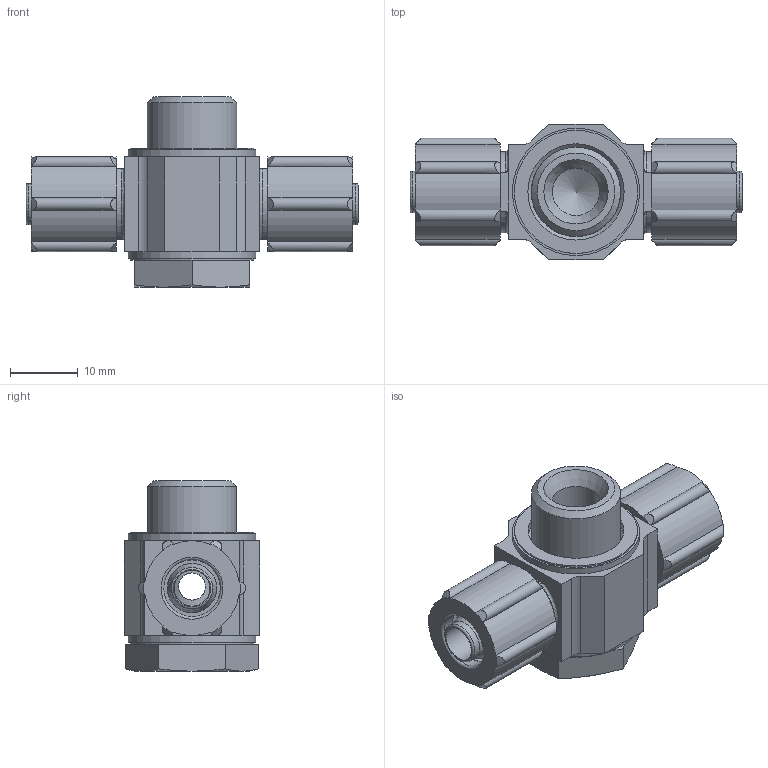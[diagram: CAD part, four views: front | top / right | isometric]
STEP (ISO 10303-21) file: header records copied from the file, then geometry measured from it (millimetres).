
FILE_DESCRIPTION(/* description */ ('STEP AP214'),/* implementation_level */ '2;1');
FILE_NAME(/* name */ '6266_TCK-1_4-PK-6-KU',/* time_stamp */ '2024-09-10T08:37:25+02:00',/* author */ ('License CC BY-ND 4.0'),/* organization */ ('CADENAS'),/* preprocessor_version */ 'ST-DEVELOPER v19.3',/* originating_system */ 'PARTsolutions',/* authorisation */ ' ');
FILE_SCHEMA (('AUTOMOTIVE_DESIGN {1 0 10303 214 3 1 1}'));
Length unit declared in the file: millimetre
Products named in the file (5): 6266 TCK-1/4-PK-6-KU; 6266 TCK-1/4-PK-6-KU_D; 325235 TCK-1/4-PK-6-KU; 2973 HL-1/4; 211292 MCK-PK-6-KU
Assembly tree (5 placements, depth 2):
  6266 TCK-1/4-PK-6-KU
    6266 TCK-1/4-PK-6-KU_D
    325235 TCK-1/4-PK-6-KU
    2973 HL-1/4
    211292 MCK-PK-6-KU  x2
Bounding box: 49 x 20 x 28.1 mm (x, y, z)
Volume: 9367.3 mm3; surface area: 8147.3 mm2
Topology: 4 solids, 4 shells, 163 faces, 404 edges, 260 vertices
Faces by surface type: cylinder 61, plane 47, cone 45, torus 10
Full cylindrical faces by diameter (mm): 4 x2, 5.3 x2, 6.1 x2, 6.8 x2, 7 x1, 8.35 x2, 10.917 x2, 11.3 x1, 12 x2, 13.1 x1, 13.157 x1, 13.2 x1, 14.2 x2, 18.2 x2, 18.8 x2
Entity records: 3940 total; most frequent: CARTESIAN_POINT 882, DIRECTION 632, ORIENTED_EDGE 548, EDGE_CURVE 274, AXIS2_PLACEMENT_3D 268, VERTEX_POINT 199, FACE_BOUND 191, EDGE_LOOP 190
